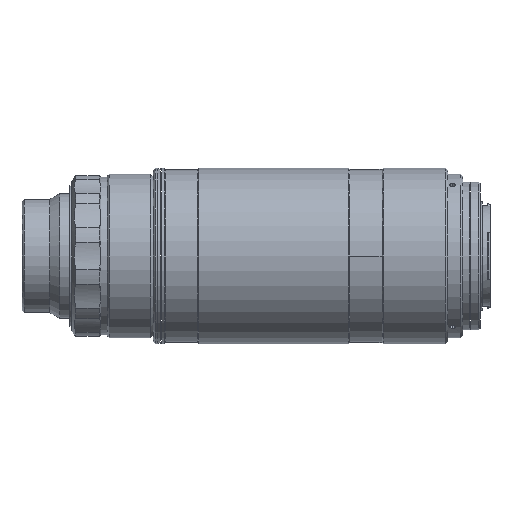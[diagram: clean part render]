
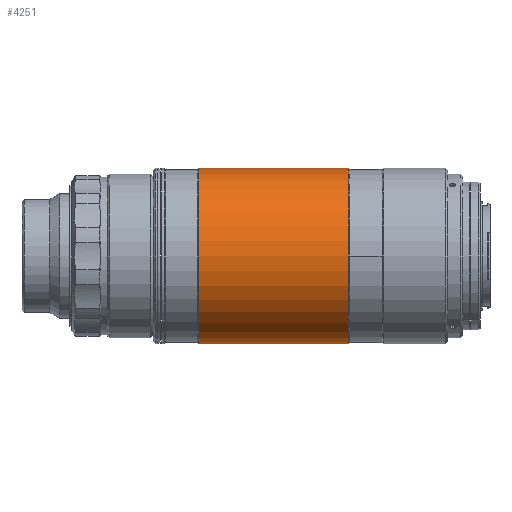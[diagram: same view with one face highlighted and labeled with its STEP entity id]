
A CAD part, front view. The second image highlights one B-rep face of the part: STEP entity #4251.
In plain terms, the highlighted cylindrical face has radius 38 mm (diameter 76 mm), a partial arc.
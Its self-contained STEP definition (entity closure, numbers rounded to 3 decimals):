
#212 = AXIS2_PLACEMENT_3D ( 'NONE', #2491, #5066, #2860 ) ;
#479 = ORIENTED_EDGE ( 'NONE', *, *, #2335, .F. ) ;
#550 = CARTESIAN_POINT ( 'NONE',  ( -168.47, 0., 38. ) ) ;
#668 = CIRCLE ( 'NONE', #5269, 38. ) ;
#1041 = CIRCLE ( 'NONE', #2964, 38. ) ;
#1054 = DIRECTION ( 'NONE',  ( 0., 1., 0. ) ) ;
#1110 = EDGE_LOOP ( 'NONE', ( #3519, #3904, #4845, #4530, #479 ) ) ;
#1252 = DIRECTION ( 'NONE',  ( 0., 0., -1. ) ) ;
#1261 = CARTESIAN_POINT ( 'NONE',  ( -103.5, 0., 0. ) ) ;
#1433 = LINE ( 'NONE', #5340, #4710 ) ;
#1454 = VERTEX_POINT ( 'NONE', #5455 ) ;
#1623 = EDGE_CURVE ( 'NONE', #2384, #3961, #3369, .T. ) ;
#1817 = LINE ( 'NONE', #3501, #4281 ) ;
#1863 = DIRECTION ( 'NONE',  ( 1., 0., 0. ) ) ;
#1945 = CYLINDRICAL_SURFACE ( 'NONE', #212, 38. ) ;
#2071 = CARTESIAN_POINT ( 'NONE',  ( -168.47, 0., 0. ) ) ;
#2322 = CARTESIAN_POINT ( 'NONE',  ( -103.5, 0., 0. ) ) ;
#2335 = EDGE_CURVE ( 'NONE', #2834, #1454, #668, .T. ) ;
#2358 = EDGE_CURVE ( 'NONE', #2384, #2834, #1433, .T. ) ;
#2376 = VERTEX_POINT ( 'NONE', #4936 ) ;
#2384 = VERTEX_POINT ( 'NONE', #550 ) ;
#2491 = CARTESIAN_POINT ( 'NONE',  ( -104.037, 0., 0. ) ) ;
#2834 = VERTEX_POINT ( 'NONE', #4080 ) ;
#2836 = FACE_OUTER_BOUND ( 'NONE', #1110, .T. ) ;
#2860 = DIRECTION ( 'NONE',  ( 0., 0., -1. ) ) ;
#2964 = AXIS2_PLACEMENT_3D ( 'NONE', #2322, #1863, #1054 ) ;
#3028 = DIRECTION ( 'NONE',  ( 0., 1., 0. ) ) ;
#3369 = CIRCLE ( 'NONE', #4122, 38. ) ;
#3501 = CARTESIAN_POINT ( 'NONE',  ( -104.037, 0., -38. ) ) ;
#3519 = ORIENTED_EDGE ( 'NONE', *, *, #2358, .F. ) ;
#3904 = ORIENTED_EDGE ( 'NONE', *, *, #1623, .T. ) ;
#3961 = VERTEX_POINT ( 'NONE', #4460 ) ;
#3971 = DIRECTION ( 'NONE',  ( 1., 0., 0. ) ) ;
#4080 = CARTESIAN_POINT ( 'NONE',  ( -103.5, 0., 38. ) ) ;
#4122 = AXIS2_PLACEMENT_3D ( 'NONE', #2071, #5597, #1252 ) ;
#4251 = ADVANCED_FACE ( 'NONE', ( #2836 ), #1945, .T. ) ;
#4281 = VECTOR ( 'NONE', #3971, 1000. ) ;
#4460 = CARTESIAN_POINT ( 'NONE',  ( -168.47, 0., -38. ) ) ;
#4467 = DIRECTION ( 'NONE',  ( 1., 0., 0. ) ) ;
#4530 = ORIENTED_EDGE ( 'NONE', *, *, #4575, .F. ) ;
#4575 = EDGE_CURVE ( 'NONE', #1454, #2376, #1041, .T. ) ;
#4710 = VECTOR ( 'NONE', #4467, 1000. ) ;
#4845 = ORIENTED_EDGE ( 'NONE', *, *, #5588, .T. ) ;
#4936 = CARTESIAN_POINT ( 'NONE',  ( -103.5, 0., -38. ) ) ;
#5066 = DIRECTION ( 'NONE',  ( 1., 0., 0. ) ) ;
#5269 = AXIS2_PLACEMENT_3D ( 'NONE', #1261, #5693, #3028 ) ;
#5340 = CARTESIAN_POINT ( 'NONE',  ( -104.037, 0., 38. ) ) ;
#5455 = CARTESIAN_POINT ( 'NONE',  ( -103.5, -38., 0. ) ) ;
#5588 = EDGE_CURVE ( 'NONE', #3961, #2376, #1817, .T. ) ;
#5597 = DIRECTION ( 'NONE',  ( 1., 0., 0. ) ) ;
#5693 = DIRECTION ( 'NONE',  ( 1., 0., 0. ) ) ;
